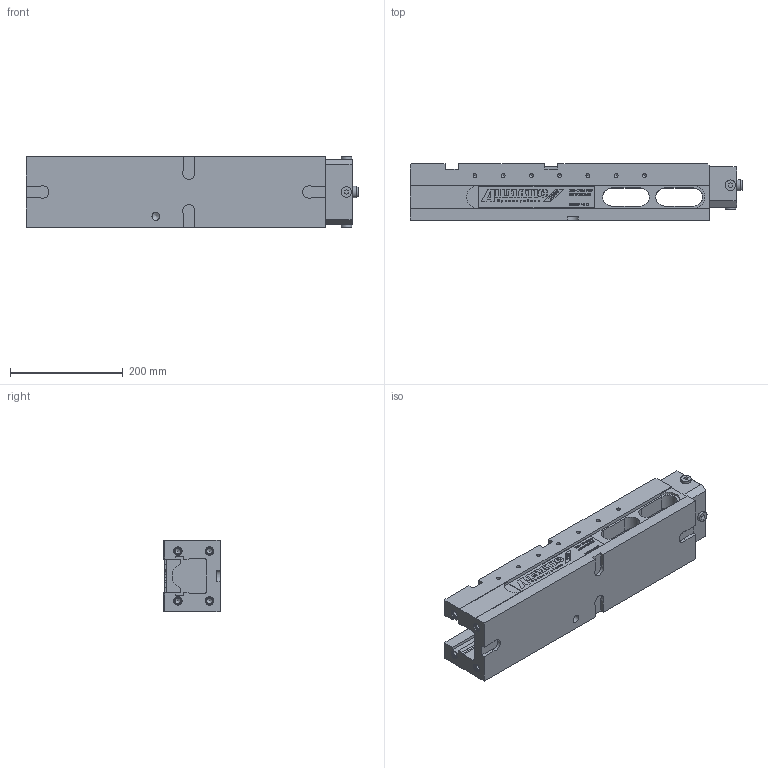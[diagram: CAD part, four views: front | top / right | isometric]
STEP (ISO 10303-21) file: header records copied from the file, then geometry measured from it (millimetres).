
FILE_DESCRIPTION (( 'STEP AP214' ), '1' );
FILE_NAME ('6921918010655.STEP', '2021-08-05T12:17:35', ( '' ), ( '' ), 'SwSTEP 2.0', 'SolidWorks 2018', '' );
FILE_SCHEMA (( 'AUTOMOTIVE_DESIGN' ));
Length unit declared in the file: millimetre
Products named in the file (1): 6921918010655
Bounding box: 587.8 x 100 x 126 mm (x, y, z)
Volume: 4420316.9 mm3; surface area: 468587.9 mm2
Topology: 1 solids, 1 shells, 2288 faces, 6197 edges, 4105 vertices
Faces by surface type: plane 1664, bspline 402, cylinder 158, cone 64
Full cylindrical faces by diameter (mm): 6.8 x14, 10.2 x28, 12 x8, 12.1 x4, 14 x1, 18.5 x3, 20 x1
Entity records: 116617 total; most frequent: CARTESIAN_POINT 39546, ORIENTED_EDGE 12060, DIRECTION 9259, EDGE_CURVE 6030, LINE 4863, VECTOR 4863, VERTEX_POINT 4053, EDGE_LOOP 2629
